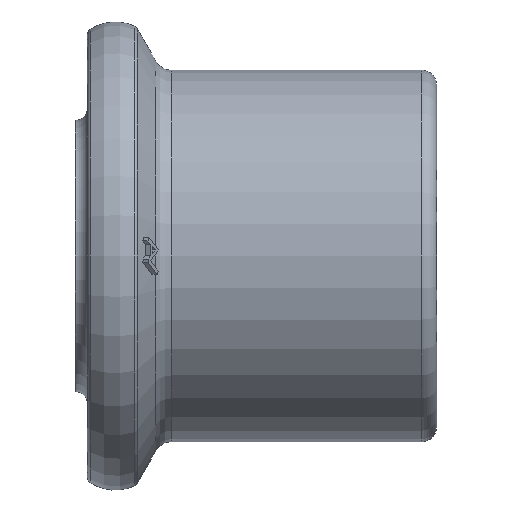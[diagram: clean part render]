
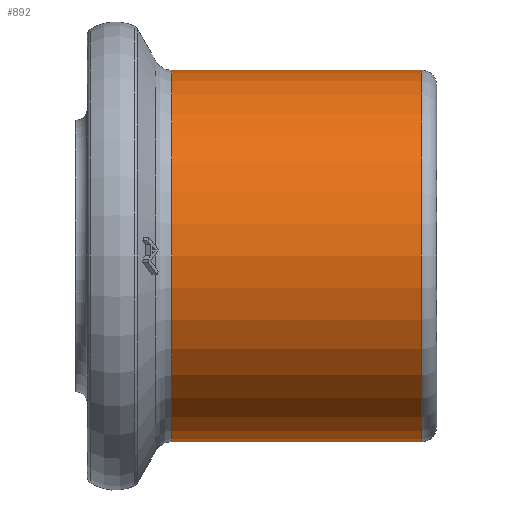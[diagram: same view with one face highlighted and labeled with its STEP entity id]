
A CAD part, front view. The second image highlights one B-rep face of the part: STEP entity #892.
In plain terms, the highlighted cylindrical face has radius 3.905 mm (diameter 7.81 mm), a partial arc.
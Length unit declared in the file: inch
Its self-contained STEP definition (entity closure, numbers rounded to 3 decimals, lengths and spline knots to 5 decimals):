
#44 = ORIENTED_EDGE ( 'NONE', *, *, #320, .T. ) ;
#59 = CIRCLE ( 'NONE', #635, 0.15375 ) ;
#68 = AXIS2_PLACEMENT_3D ( 'NONE', #669, #680, #144 ) ;
#72 = CARTESIAN_POINT ( 'NONE',  ( 0.2765, 0., 0. ) ) ;
#96 = CARTESIAN_POINT ( 'NONE',  ( 0.2765, 0., -0.15375 ) ) ;
#119 = CYLINDRICAL_SURFACE ( 'NONE', #933, 0.15375 ) ;
#144 = DIRECTION ( 'NONE',  ( 0., 0., 1. ) ) ;
#192 = CARTESIAN_POINT ( 'NONE',  ( 0., 0., -0.15375 ) ) ;
#194 = VECTOR ( 'NONE', #1060, 39.37008 ) ;
#215 = VERTEX_POINT ( 'NONE', #96 ) ;
#233 = EDGE_CURVE ( 'NONE', #215, #654, #836, .T. ) ;
#258 = ORIENTED_EDGE ( 'NONE', *, *, #637, .F. ) ;
#291 = VERTEX_POINT ( 'NONE', #534 ) ;
#320 = EDGE_CURVE ( 'NONE', #525, #291, #627, .T. ) ;
#348 = DIRECTION ( 'NONE',  ( -1., 0., 0. ) ) ;
#380 = ORIENTED_EDGE ( 'NONE', *, *, #877, .T. ) ;
#505 = CARTESIAN_POINT ( 'NONE',  ( 0.2765, 0., 0.15375 ) ) ;
#525 = VERTEX_POINT ( 'NONE', #505 ) ;
#534 = CARTESIAN_POINT ( 'NONE',  ( 0.06966, 0., 0.15375 ) ) ;
#612 = CIRCLE ( 'NONE', #68, 0.15375 ) ;
#627 = LINE ( 'NONE', #716, #724 ) ;
#635 = AXIS2_PLACEMENT_3D ( 'NONE', #72, #695, #876 ) ;
#637 = EDGE_CURVE ( 'NONE', #654, #291, #612, .T. ) ;
#654 = VERTEX_POINT ( 'NONE', #1097 ) ;
#669 = CARTESIAN_POINT ( 'NONE',  ( 0.06966, 0., 0. ) ) ;
#680 = DIRECTION ( 'NONE',  ( -1., 0., 0. ) ) ;
#695 = DIRECTION ( 'NONE',  ( -1., 0., 0. ) ) ;
#716 = CARTESIAN_POINT ( 'NONE',  ( 0., 0., 0.15375 ) ) ;
#724 = VECTOR ( 'NONE', #980, 39.37008 ) ;
#739 = EDGE_LOOP ( 'NONE', ( #906, #380, #44, #258 ) ) ;
#836 = LINE ( 'NONE', #192, #194 ) ;
#875 = CARTESIAN_POINT ( 'NONE',  ( 0., 0., 0. ) ) ;
#876 = DIRECTION ( 'NONE',  ( 0., 0., 1. ) ) ;
#877 = EDGE_CURVE ( 'NONE', #215, #525, #59, .T. ) ;
#892 = ADVANCED_FACE ( 'NONE', ( #976 ), #119, .T. ) ;
#906 = ORIENTED_EDGE ( 'NONE', *, *, #233, .F. ) ;
#933 = AXIS2_PLACEMENT_3D ( 'NONE', #875, #348, #1135 ) ;
#976 = FACE_OUTER_BOUND ( 'NONE', #739, .T. ) ;
#980 = DIRECTION ( 'NONE',  ( -1., 0., 0. ) ) ;
#1060 = DIRECTION ( 'NONE',  ( -1., 0., 0. ) ) ;
#1097 = CARTESIAN_POINT ( 'NONE',  ( 0.06966, 0., -0.15375 ) ) ;
#1135 = DIRECTION ( 'NONE',  ( 0., 0., 1. ) ) ;
